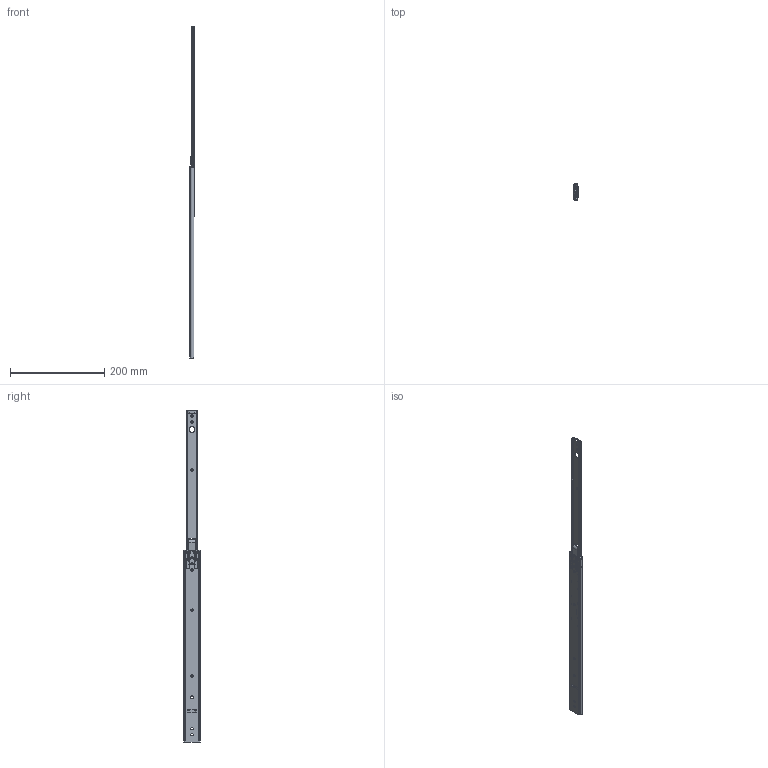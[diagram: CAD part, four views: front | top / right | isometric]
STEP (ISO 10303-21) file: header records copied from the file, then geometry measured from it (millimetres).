
FILE_DESCRIPTION(/* description */ ('Teilauszug Serie 016 406x297'),/* implementation_level */ '2;1');
FILE_NAME(/* name */ '07000053004.stp',/* time_stamp */ '2020-06-19T14:01:48+02:00',/* author */ ('Dennis Bruder'),/* organization */ (''),/* preprocessor_version */ 'ST-DEVELOPER v18',/* originating_system */ 'Autodesk Inventor 2020',/* authorisation */ '');
FILE_SCHEMA (('AUTOMOTIVE_DESIGN { 1 0 10303 214 3 1 1 }'));
Products named in the file (1): 07000053004
Bounding box: 9.5 x 35.2 x 703 mm (x, y, z)
Volume: 54579.7 mm3; surface area: 85520.8 mm2
Topology: 33 solids, 33 shells, 2013 faces, 6001 edges, 3845 vertices
Faces by surface type: plane 740, cylinder 520, bspline 383, cone 170, torus 160, sphere 40
Full cylindrical faces by diameter (mm): 4 x14, 4.9 x2, 5 x3, 6 x1, 12.7 x1
Entity records: 83334 total; most frequent: CARTESIAN_POINT 31157, ORIENTED_EDGE 11594, DIRECTION 9209, EDGE_CURVE 5797, VERTEX_POINT 3789, AXIS2_PLACEMENT_3D 3440, LINE 2329, VECTOR 2329
